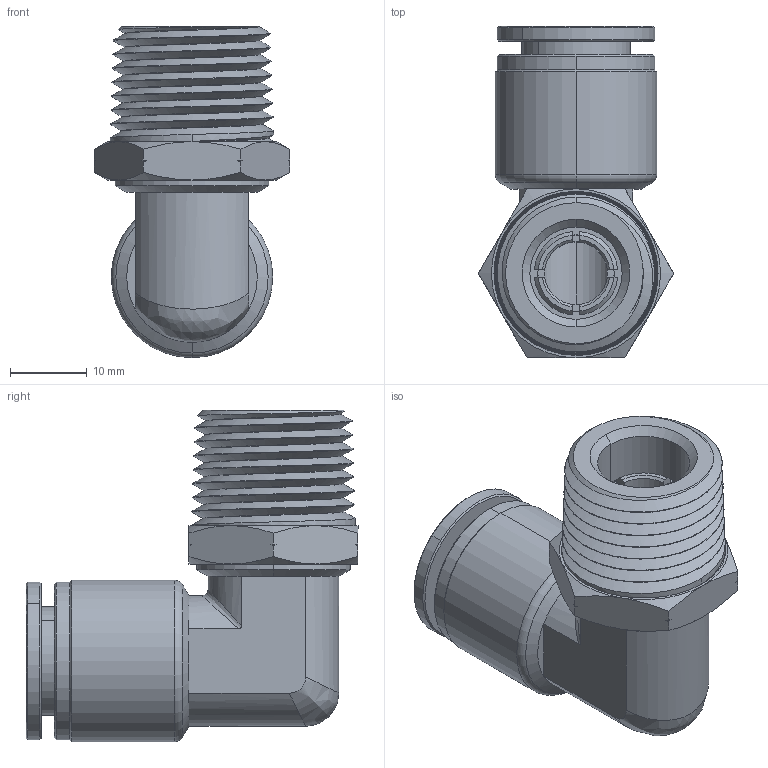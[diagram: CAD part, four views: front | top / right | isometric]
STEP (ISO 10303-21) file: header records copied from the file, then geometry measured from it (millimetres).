
FILE_DESCRIPTION (( 'STEP AP214' ), '1' );
FILE_NAME ('MES1-2N1-2W.STEP', '2018-07-23T15:50:59', ( '' ), ( '' ), 'SwSTEP 2.0', 'SolidWorks 2016', '' );
FILE_SCHEMA (( 'AUTOMOTIVE_DESIGN' ));
Length unit declared in the file: millimetre
Products named in the file (1): MES1-2N1-2W
Bounding box: 25.4 x 43.19 x 43.11 mm (x, y, z)
Volume: 11727.3 mm3; surface area: 12817.9 mm2
Topology: 7 solids, 7 shells, 579 faces, 1578 edges, 1024 vertices
Faces by surface type: cone 206, plane 204, cylinder 91, bspline 74, torus 4
Entity records: 30255 total; most frequent: CARTESIAN_POINT 10225, ORIENTED_EDGE 3152, DIRECTION 2471, EDGE_CURVE 1576, VERTEX_POINT 1024, AXIS2_PLACEMENT_3D 996, EDGE_LOOP 606, UNCERTAINTY_MEASURE_WITH_UNIT 588
